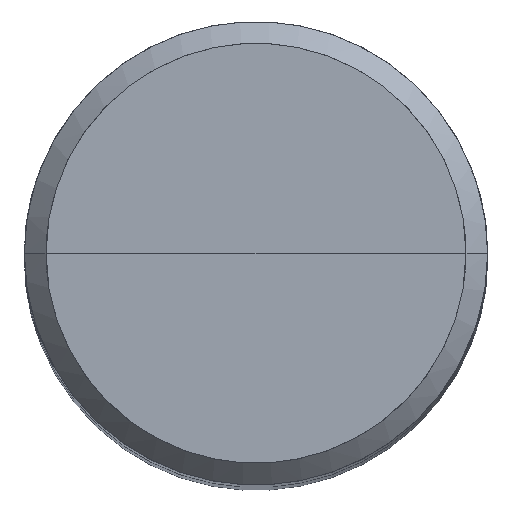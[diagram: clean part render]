
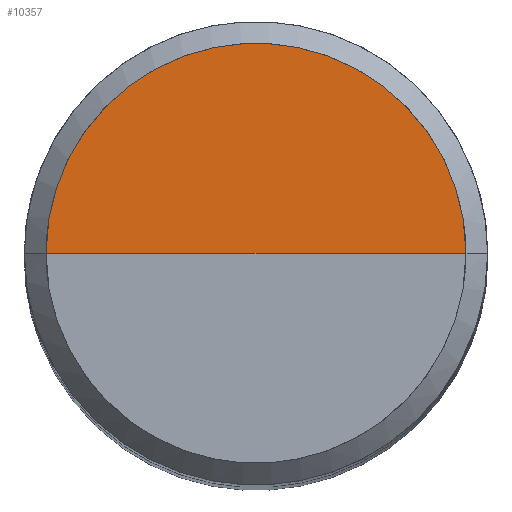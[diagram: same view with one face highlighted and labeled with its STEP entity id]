
A CAD part, top view. The second image highlights one B-rep face of the part: STEP entity #10357.
In plain terms, the highlighted free-form (B-spline) face has degree [1, 2] with [2, 5] control points.
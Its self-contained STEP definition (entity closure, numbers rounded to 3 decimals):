
#10092=CARTESIAN_POINT('',(14.5,0.0,90.0));
#10093=CARTESIAN_POINT('',(14.5,14.5,90.0));
#10094=CARTESIAN_POINT('',(0.0,14.5,90.0));
#10095=CARTESIAN_POINT('',(-14.5,14.5,90.0));
#10096=CARTESIAN_POINT('',(-14.5,0.0,90.0));
#10097=CARTESIAN_POINT('',(0.0,0.0,90.0));
#10342=(
BOUNDED_SURFACE()
B_SPLINE_SURFACE(1,2,(
(#10092,#10093,#10094,#10095,#10096),
(#10097,#10097,#10097,#10097,#10097)
), .UNSPECIFIED.,.F.,.F.,.F.)
B_SPLINE_SURFACE_WITH_KNOTS((2,2),(3,2,3),(
0.0,1.0),(
0.0,0.5,1.0), .UNSPECIFIED.)
GEOMETRIC_REPRESENTATION_ITEM()
RATIONAL_B_SPLINE_SURFACE(((1.0,0.707,1.0,0.707,1.0),
(1.0,0.707,1.0,0.707,1.0)
))
REPRESENTATION_ITEM('')
SURFACE()
);
#10343=(
BOUNDED_CURVE()
B_SPLINE_CURVE(2,(#10096,#10095,#10094,#10093,#10092),.UNSPECIFIED.,.F.,.F.)
B_SPLINE_CURVE_WITH_KNOTS((3,2,3),
(0.0,0.5,1.0),.UNSPECIFIED.)
CURVE()
GEOMETRIC_REPRESENTATION_ITEM()
RATIONAL_B_SPLINE_CURVE((1.0,0.707,1.0,0.707,1.0))
REPRESENTATION_ITEM('')
);
#10344=(
BOUNDED_CURVE()
B_SPLINE_CURVE(1,(#10092,#10097),.UNSPECIFIED.,.F.,.F.)
B_SPLINE_CURVE_WITH_KNOTS((2,2),
(0.0,1.0),.UNSPECIFIED.)
CURVE()
GEOMETRIC_REPRESENTATION_ITEM()
RATIONAL_B_SPLINE_CURVE((1.0,1.0))
REPRESENTATION_ITEM('')
);
#10345=(
BOUNDED_CURVE()
B_SPLINE_CURVE(1,(#10097,#10096),.UNSPECIFIED.,.F.,.F.)
B_SPLINE_CURVE_WITH_KNOTS((2,2),
(0.0,1.0),.UNSPECIFIED.)
CURVE()
GEOMETRIC_REPRESENTATION_ITEM()
RATIONAL_B_SPLINE_CURVE((1.0,1.0))
REPRESENTATION_ITEM('')
);
#10346=VERTEX_POINT('',#10092);
#10347=VERTEX_POINT('',#10096);
#10348=VERTEX_POINT('',#10097);
#10349=EDGE_CURVE('',#10347,#10346,#10343,.T.);
#10350=EDGE_CURVE('',#10346,#10348,#10344,.T.);
#10351=EDGE_CURVE('',#10348,#10347,#10345,.T.);
#10352=ORIENTED_EDGE('',*,*,#10349,.T.);
#10353=ORIENTED_EDGE('',*,*,#10350,.T.);
#10354=ORIENTED_EDGE('',*,*,#10351,.T.);
#10355=EDGE_LOOP('',(#10352,#10353,#10354));
#10356=FACE_OUTER_BOUND('',#10355,.T.);
#10357=ADVANCED_FACE('',(#10356),#10342,.T.);
